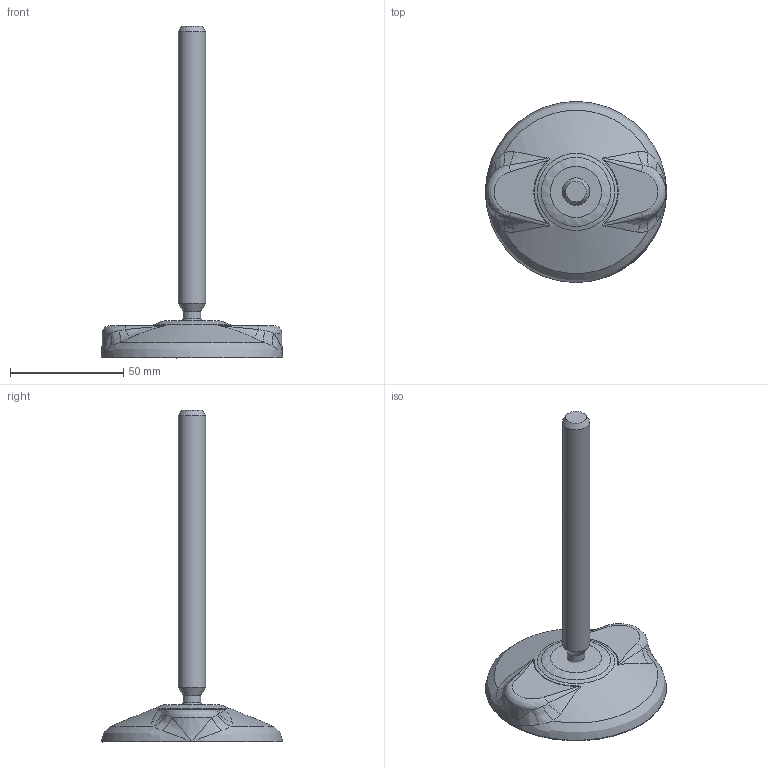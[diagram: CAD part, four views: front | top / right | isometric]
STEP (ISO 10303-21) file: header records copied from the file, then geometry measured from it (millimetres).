
FILE_DESCRIPTION(('STEP AP203'),'2;1');
FILE_NAME('16.021.00.stp','2011-03-21T15:55:10',(''),(''),'2009.3.110','THINKDESIGN','');
FILE_SCHEMA(('CONFIG_CONTROL_DESIGN'));
Length unit declared in the file: millimetre
Bounding box: 80.01 x 80.01 x 146.54 mm (x, y, z)
Volume: 65218.1 mm3; surface area: 18201.3 mm2
Topology: 2 solids, 2 shells, 57 faces, 151 edges, 90 vertices
Faces by surface type: bspline 42, plane 10, cylinder 5
Full cylindrical faces by diameter (mm): 7.7 x1, 12 x1
Entity records: 4676 total; most frequent: CARTESIAN_POINT 3533, ORIENTED_EDGE 284, EDGE_CURVE 142, DIRECTION 137, VERTEX_POINT 90, AXIS2_PLACEMENT_3D 58, EDGE_LOOP 58, FACE_OUTER_BOUND 57
